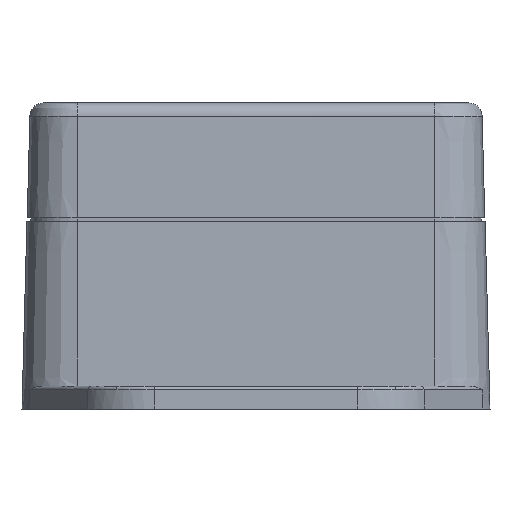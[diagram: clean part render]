
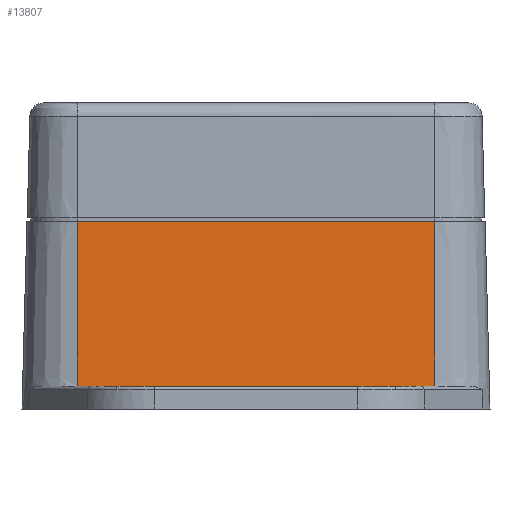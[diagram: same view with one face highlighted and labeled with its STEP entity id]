
A CAD part, front view. The second image highlights one B-rep face of the part: STEP entity #13807.
In plain terms, the highlighted planar face has unit normal (0, -1, 0.026).
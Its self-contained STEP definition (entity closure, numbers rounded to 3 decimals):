
#1094=PLANE('',#14856);
#1732=FACE_OUTER_BOUND('',#2601,.T.);
#2601=EDGE_LOOP('',(#10203,#10204,#10205,#10206));
#3639=LINE('',#22014,#4578);
#3654=LINE('',#22359,#4593);
#3690=LINE('',#25587,#4629);
#3696=LINE('',#25606,#4635);
#4578=VECTOR('',#16350,1000.);
#4593=VECTOR('',#16403,1000.);
#4629=VECTOR('',#16659,1000.);
#4635=VECTOR('',#16675,1000.);
#6211=VERTEX_POINT('',#22011);
#6212=VERTEX_POINT('',#22013);
#6232=VERTEX_POINT('',#22288);
#6235=VERTEX_POINT('',#22357);
#7547=EDGE_CURVE('',#6211,#6212,#3639,.T.);
#7581=EDGE_CURVE('',#6235,#6232,#3654,.T.);
#7780=EDGE_CURVE('',#6212,#6235,#3690,.T.);
#7790=EDGE_CURVE('',#6211,#6232,#3696,.T.);
#10203=ORIENTED_EDGE('',*,*,#7581,.F.);
#10204=ORIENTED_EDGE('',*,*,#7780,.F.);
#10205=ORIENTED_EDGE('',*,*,#7547,.F.);
#10206=ORIENTED_EDGE('',*,*,#7790,.T.);
#13807=ADVANCED_FACE('',(#1732),#1094,.T.);
#14856=AXIS2_PLACEMENT_3D('',#25605,#16673,#16674);
#16350=DIRECTION('',(0.,0.026,1.));
#16403=DIRECTION('',(0.,-0.026,-1.));
#16659=DIRECTION('',(1.,0.,0.));
#16673=DIRECTION('center_axis',(0.,-1.,
0.026));
#16674=DIRECTION('ref_axis',(0.,0.026,1.));
#16675=DIRECTION('',(1.,0.,0.));
#22011=CARTESIAN_POINT('',(-23.414,-30.561,-17.034));
#22013=CARTESIAN_POINT('',(-23.414,-29.999,4.509));
#22014=CARTESIAN_POINT('',(-23.414,-30.64,-20.039));
#22288=CARTESIAN_POINT('',(23.414,-30.561,-17.034));
#22357=CARTESIAN_POINT('',(23.414,-29.999,4.509));
#22359=CARTESIAN_POINT('',(23.414,-30.64,-20.039));
#25587=CARTESIAN_POINT('',(0.,-29.999,4.509));
#25605=CARTESIAN_POINT('Origin',(-30.064,-29.999,4.507));
#25606=CARTESIAN_POINT('',(-30.064,-30.561,-17.034));
